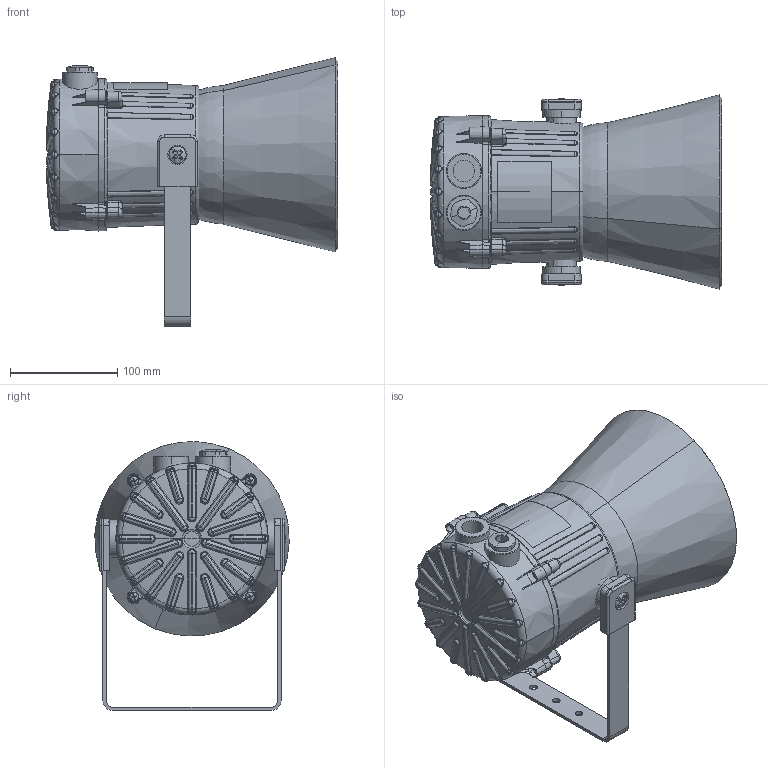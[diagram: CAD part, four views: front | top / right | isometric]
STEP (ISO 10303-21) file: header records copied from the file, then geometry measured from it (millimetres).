
FILE_DESCRIPTION (( 'STEP AP214' ), '1' );
FILE_NAME ('SK0121-3D ML15.STEP', '2016-12-19T09:20:40', ( 'User' ), ( '' ), 'SwSTEP 2.0', 'SolidWorks 2017', '' );
FILE_SCHEMA (( 'AUTOMOTIVE_DESIGN' ));
Length unit declared in the file: millimetre
Products named in the file (15): D3601 defeatured; WASGM4A4; WAM4A4; SPNM20HEX; D207-99-001-3D_Issue_A; SCSSM4X16PP; D3602 defeatured; SK0121-3D ML15; S110 horn; WAM8A4_WASSM8; SCSSM8X30P; D3606-3D_Issue_B; D3603_GREY; D2411-3D_Issue_A_ABS; D2410-3D_Issue_B_ABS
Assembly tree (28 placements, depth 2):
  SK0121-3D ML15
    D3602 defeatured
    SCSSM4X16PP  x4
    D207-99-001-3D_Issue_A
    SPNM20HEX
    WAM4A4  x4
    WASGM4A4  x4
    D3601 defeatured
    D2410-3D_Issue_B_ABS  x2
    D2411-3D_Issue_A_ABS  x2
    D3603_GREY  x2
    D3606-3D_Issue_B
    SCSSM8X30P  x2
    WAM8A4_WASSM8  x2
    S110 horn
Bounding box: 271.72 x 181.22 x 250.61 mm (x, y, z)
Volume: 2468665.9 mm3; surface area: 411712.5 mm2
Topology: 30 solids, 40 shells, 2311 faces, 5626 edges, 3416 vertices
Faces by surface type: bspline 732, cylinder 729, plane 487, torus 227, sphere 68, cone 68
Entity records: 74265 total; most frequent: CARTESIAN_POINT 39994, ORIENTED_EDGE 7910, DIRECTION 6033, EDGE_CURVE 3955, AXIS2_PLACEMENT_3D 2610, VERTEX_POINT 2393, EDGE_LOOP 1754, FACE_OUTER_BOUND 1667
